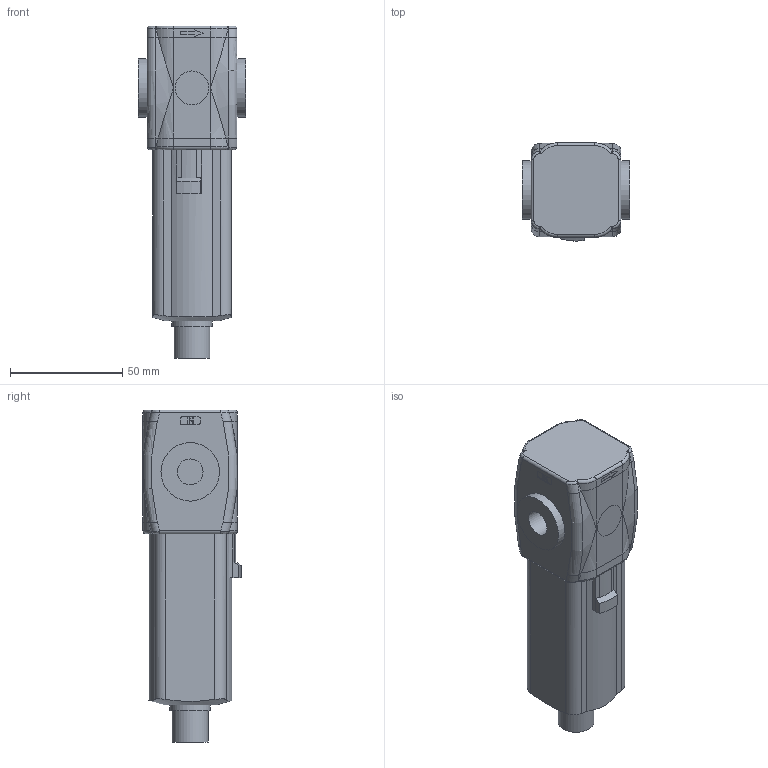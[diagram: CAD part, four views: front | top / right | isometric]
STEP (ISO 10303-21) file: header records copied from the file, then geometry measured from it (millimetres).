
FILE_DESCRIPTION((''),'2;1');
FILE_NAME('#171BD#.ipt.step','2010-08-23T14:21:05',(''),(''),'Autodesk Inventor 2010','Autodesk Inventor 2010','');
FILE_SCHEMA(('AUTOMOTIVE_DESIGN { 1 0 10303 214 1 1 1 1 }'));
Length unit declared in the file: millimetre
Products named in the file (1): #171BD#
Bounding box: 48 x 43.6 x 147.6 mm (x, y, z)
Volume: 182471.3 mm3; surface area: 23976.7 mm2
Topology: 1 solids, 1 shells, 209 faces, 507 edges, 320 vertices
Faces by surface type: plane 81, bspline 57, cylinder 50, torus 20, cone 1
Full cylindrical faces by diameter (mm): 4 x1, 11.445 x1, 11.5 x1, 16 x1, 18 x1, 26 x1
Entity records: 6923 total; most frequent: CARTESIAN_POINT 2272, ORIENTED_EDGE 994, DIRECTION 834, EDGE_CURVE 497, VERTEX_POINT 319, AXIS2_PLACEMENT_3D 281, VECTOR 272, LINE 272
